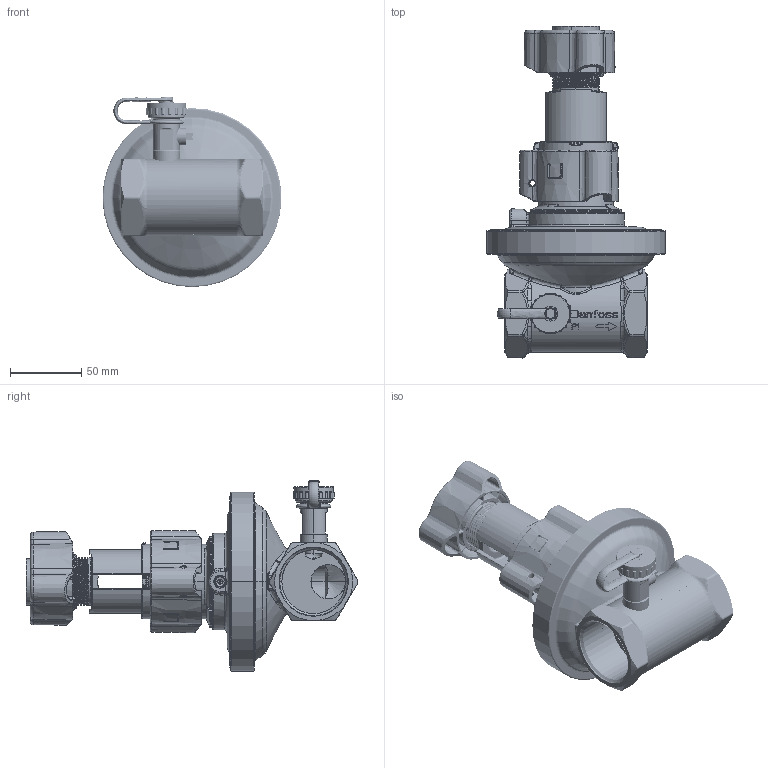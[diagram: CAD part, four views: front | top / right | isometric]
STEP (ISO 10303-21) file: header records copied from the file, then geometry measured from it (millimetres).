
FILE_DESCRIPTION((''),'2;1');
FILE_NAME('89076780_ASM','2016-10-05T',('U258099'),('Danfoss'),'CREO PARAMETRIC BY PTC INC, 2014440','CREO PARAMETRIC BY PTC INC, 2014440','');
FILE_SCHEMA(('CONFIG_CONTROL_DESIGN'));
Products named in the file (13): 89075150; 89075250; 89076130; 89076240_INST; 89076530; 89076590_ASM; 89076730; PIPA; POKROVCEK; GUMI_POVEZAVA; O_RING_10_8X1_5; DRAINKOK_ASM; 89076780_ASM
Assembly tree (12 placements, depth 3):
  89076780_ASM
    89075150
    89075250
    89076590_ASM
      89076130
      89076240_INST
      89076530
    89076730
    DRAINKOK_ASM
      PIPA
      POKROVCEK
      GUMI_POVEZAVA
      O_RING_10_8X1_5
Bounding box: 126 x 233.7 x 133.9 mm (x, y, z)
Volume: 463449.4 mm3; surface area: 237640.2 mm2
Topology: 10 solids, 21 shells, 5316 faces, 13834 edges, 8636 vertices
Faces by surface type: bspline 1739, plane 1571, cylinder 1024, torus 451, cone 328, sphere 114, extrusion 86, revolution 3
Entity records: 344848 total; most frequent: CARTESIAN_POINT 230955, ORIENTED_EDGE 27536, DIRECTION 18071, EDGE_CURVE 13830, VERTEX_POINT 8636, AXIS2_PLACEMENT_3D 6747, B_SPLINE_CURVE_WITH_KNOTS 6214, EDGE_LOOP 5460
